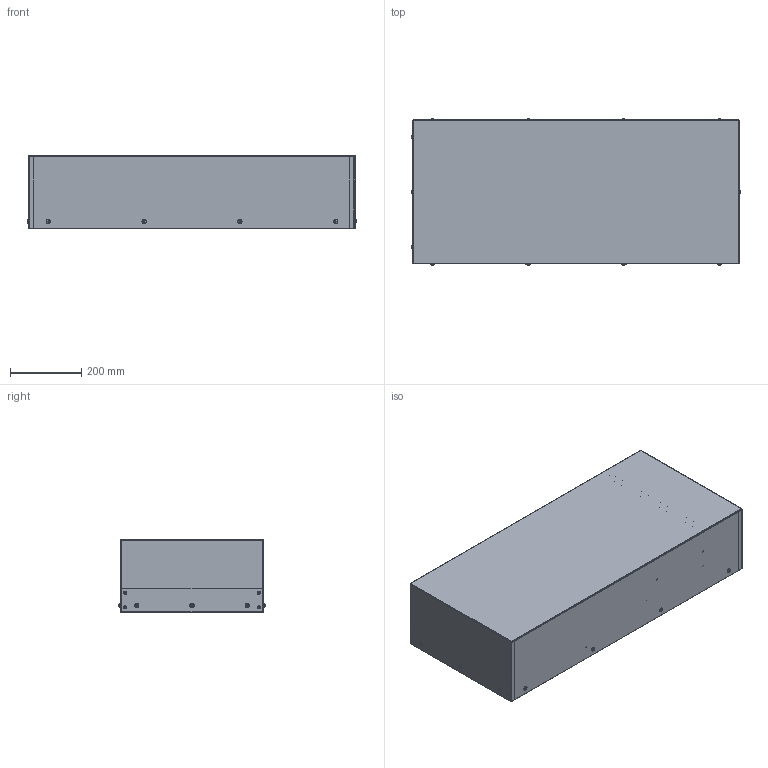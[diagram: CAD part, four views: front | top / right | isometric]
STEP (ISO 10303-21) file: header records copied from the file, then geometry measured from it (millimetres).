
FILE_DESCRIPTION( ( 'Unknown' ), '1' );
FILE_NAME( 'EXW25U12200040.stp', 'Unknown', ( 'Unknown' ), ( 'Unknown' ), 'PSStep 14.0', 'Unknown', ' ' );
FILE_SCHEMA( ( 'AUTOMOTIVE_DESIGN { 1 0 10303 214 1 1 1 1 }' ) );
Length unit declared in the file: millimetre
Products named in the file (61): BACINELLA_EXW0001; TUBO BACINELLA_EXW0001; DEFLETTORE_EXW0001; DEFLETTORE_A_EXW0001; DEFLETTORE_B_EXW0001; DEFLETTORE_C_EXW0001; DEFLETTORE_D_EXW0001; RIVETTO_4x9 _ 1201800390; RIVETTO_4x9 _ 1201800390-oa0; RIVETTO_4x9 _ 1201800390-oa1; RIVETTO_4x9 _ 1201800390-oa2; RIVETTO_4x9 _ 1201800390-oa3; RIVETTO_4x9 _ 1201800390-oa4; RIVETTO_4x9 _ 1201800390-oa5; RIVETTO_4x9 _ 1201800390-oa6; TELAIO_EXW0001; INSERTO M6 ESAGONALE CHIUSO CON BORDO _ 1201400070; INSERTO M6 ESAGONALE CHIUSO CON BORDO _ 1201400070-oa7; INSERTO M6 ESAGONALE CHIUSO CON BORDO _ 1201400070-oa8; INSERTO M6 ESAGONALE CHIUSO CON BORDO _ 1201400070-oa9; INSERTO M6 ESAGONALE CHIUSO CON BORDO _ 1201400070-oa10; INSERTO M6 ESAGONALE CHIUSO CON BORDO _ 1201400070-oa11; INSERTO M6 ESAGONALE CHIUSO CON BORDO _ 1201400070-oa12; INSERTO M6 ESAGONALE CHIUSO CON BORDO _ 1201400070-oa13; INSERTO M6 ESAGONALE CHIUSO CON BORDO _ 1201400070-oa14; INSERTO M6 ESAGONALE CHIUSO CON BORDO _ 1201400070-oa15; INSERTO M6 ESAGONALE CHIUSO CON BORDO _ 1201400070-oa16; INSERTO M6 ESAGONALE CHIUSO CON BORDO _ 1201400070-oa17; INSERTO M6 ESAGONALE CHIUSO CON BORDO _ 1201400070-oa18; INSERTO M6 ESAGONALE CHIUSO CON BORDO _ 1201400070-oa19; INSERTO M6 ESAGONALE CHIUSO CON BORDO _ 1201400070-oa20; INNESTO MASCHIO SINGOLO _ 0353000490; INSERTO M4 ESAGONALE CHIUSO A FILO; INSERTO M4 ESAGONALE CHIUSO A FILO-oa21; INSERTO M4 ESAGONALE CHIUSO A FILO-oa22; INSERTO M4 ESAGONALE CHIUSO A FILO-oa23; ANGOLARE_EXW0001; RIVETTO SVASATO_6x10; EXW0001; PROFILO ANTICONDENSA_EXW0001 ...
Assembly tree (92 placements, depth 4):
  Assem1
    VITE-TBTC_M6x12 _ 1201400015  x12
    PRESSACAVO OBO PG11 _ 0354001022
    EXW0001
      PROFILO ANTICONDENSA_EXW0001
      PIASTRA DIVISORIA_EXW0001
      RIVETTO_4x9 _ 1201800390-oa24
      RIVETTO_4x9 _ 1201800390-oa25
      RIVETTO_4x9 _ 1201800390-oa26
      RIVETTO_4x9 _ 1201800390-oa27
      RIVETTO_4x9 _ 1201800390-oa28
      RIVETTO_4x9 _ 1201800390-oa29
      RIVETTO_4x9 _ 1201800390-oa30
      RIVETTO_4x9 _ 1201800390-oa31
      BACINELLA_EXW0001
        BACINELLA_EXW0001
        TUBO BACINELLA_EXW0001
      DEFLETTORE_EXW0001
        DEFLETTORE_A_EXW0001
        DEFLETTORE_B_EXW0001
        DEFLETTORE_C_EXW0001
        DEFLETTORE_D_EXW0001
        RIVETTO_4x9 _ 1201800390
        RIVETTO_4x9 _ 1201800390-oa0
        RIVETTO_4x9 _ 1201800390-oa1
        RIVETTO_4x9 _ 1201800390-oa2
        RIVETTO_4x9 _ 1201800390-oa3
        RIVETTO_4x9 _ 1201800390-oa4
        RIVETTO_4x9 _ 1201800390-oa5
        RIVETTO_4x9 _ 1201800390-oa6
      TELAIO_EXW0001
        TELAIO_EXW0001
        INSERTO M6 ESAGONALE CHIUSO CON BORDO _ 1201400070  x4
        INSERTO M6 ESAGONALE CHIUSO CON BORDO _ 1201400070-oa7
        INSERTO M6 ESAGONALE CHIUSO CON BORDO _ 1201400070-oa8
        INSERTO M6 ESAGONALE CHIUSO CON BORDO _ 1201400070-oa9
        INSERTO M6 ESAGONALE CHIUSO CON BORDO _ 1201400070-oa10
        INSERTO M6 ESAGONALE CHIUSO CON BORDO _ 1201400070-oa11
        INSERTO M6 ESAGONALE CHIUSO CON BORDO _ 1201400070-oa12
        INSERTO M6 ESAGONALE CHIUSO CON BORDO _ 1201400070-oa13
        INSERTO M6 ESAGONALE CHIUSO CON BORDO _ 1201400070-oa14
        INSERTO M6 ESAGONALE CHIUSO CON BORDO _ 1201400070-oa15
        INSERTO M6 ESAGONALE CHIUSO CON BORDO _ 1201400070-oa16
        INSERTO M6 ESAGONALE CHIUSO CON BORDO _ 1201400070-oa17
        INSERTO M6 ESAGONALE CHIUSO CON BORDO _ 1201400070-oa18
        INSERTO M6 ESAGONALE CHIUSO CON BORDO _ 1201400070-oa19
        INSERTO M6 ESAGONALE CHIUSO CON BORDO _ 1201400070-oa20
        INNESTO MASCHIO SINGOLO _ 0353000490
        INSERTO M4 ESAGONALE CHIUSO A FILO
        INSERTO M4 ESAGONALE CHIUSO A FILO-oa21
        INSERTO M4 ESAGONALE CHIUSO A FILO-oa22
        INSERTO M4 ESAGONALE CHIUSO A FILO-oa23
        ANGOLARE_EXW0001  x4
        RIVETTO SVASATO_6x10  x16
    EXW0020
      EXW0020
      ISOLANTE_A_EXW0020
      ISOLANTE_B_EXW0020
      ISOLANTE_B_EXW0020-oa32
      ISOLANTE_C_EXW0020
Bounding box: 923.15 x 410.15 x 207.2 mm (x, y, z)
Volume: 4395693.2 mm3; surface area: 5253675.4 mm2
Topology: 87 solids, 87 shells, 2143 faces, 5541 edges, 3632 vertices
Faces by surface type: plane 1210, cylinder 555, cone 264, sphere 80, bspline 33, torus 1
Full cylindrical faces by diameter (mm): 2 x34, 3.2 x6, 3.242 x4, 3.85 x16, 4 x1, 4.5 x67, 4.917 x18, 5 x10, 5.85 x16, 6 x12, 7 x18, 8 x24, 8.2 x18, 10 x1, 11.8 x12, 12 x18, 13.2 x1, 14 x1, 15 x1, 16 x1, 19 x1, 20 x1, 22 x1, 26 x1, 30 x2
Entity records: 65031 total; most frequent: CARTESIAN_POINT 11277, DIRECTION 8152, ORIENTED_EDGE 7490, EDGE_CURVE 3745, AXIS2_PLACEMENT_3D 2968, VERTEX_POINT 2593, EDGE_LOOP 2469, LINE 2216
